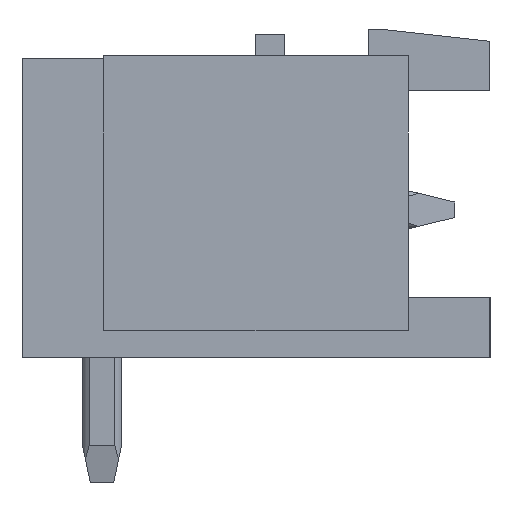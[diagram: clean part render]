
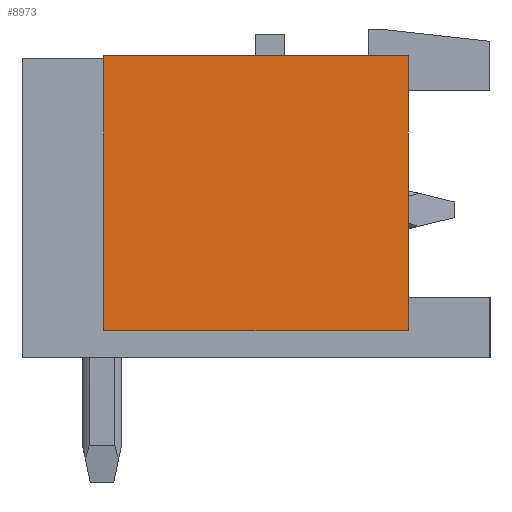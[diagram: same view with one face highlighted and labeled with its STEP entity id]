
A CAD part, left-side view. The second image highlights one B-rep face of the part: STEP entity #8973.
In plain terms, the highlighted planar face has unit normal (-1, 0, 0).
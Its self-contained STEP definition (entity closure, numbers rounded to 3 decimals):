
#8937=AXIS2_PLACEMENT_3D('Plane Axis2P3D',#8934,#8935,#8936) ;
#8934=CARTESIAN_POINT('Axis2P3D Location',(0.,2.1,0.)) ;
#8939=CARTESIAN_POINT('Line Origine',(0.,9.9,7.425)) ;
#8943=CARTESIAN_POINT('Vertex',(0.,9.9,3.9)) ;
#8945=CARTESIAN_POINT('Vertex',(0.,9.9,10.95)) ;
#8948=CARTESIAN_POINT('Line Origine',(0.,6.,3.9)) ;
#8952=CARTESIAN_POINT('Vertex',(0.,2.1,3.9)) ;
#8955=CARTESIAN_POINT('Line Origine',(0.,2.1,7.425)) ;
#8959=CARTESIAN_POINT('Vertex',(0.,2.1,10.95)) ;
#8962=CARTESIAN_POINT('Line Origine',(0.,6.,10.95)) ;
#8935=DIRECTION('Axis2P3D Direction',(1.,0.,0.)) ;
#8936=DIRECTION('Axis2P3D XDirection',(0.,1.,0.)) ;
#8940=DIRECTION('Vector Direction',(0.,0.,1.)) ;
#8949=DIRECTION('Vector Direction',(0.,1.,0.)) ;
#8956=DIRECTION('Vector Direction',(0.,0.,1.)) ;
#8963=DIRECTION('Vector Direction',(0.,1.,0.)) ;
#8941=VECTOR('Line Direction',#8940,1.) ;
#8950=VECTOR('Line Direction',#8949,1.) ;
#8957=VECTOR('Line Direction',#8956,1.) ;
#8964=VECTOR('Line Direction',#8963,1.) ;
#8968=ORIENTED_EDGE('',*,*,#8947,.F.) ;
#8969=ORIENTED_EDGE('',*,*,#8954,.T.) ;
#8970=ORIENTED_EDGE('',*,*,#8961,.T.) ;
#8971=ORIENTED_EDGE('',*,*,#8966,.F.) ;
#8973=ADVANCED_FACE('Housing',(#8972),#8938,.F.) ;
#8947=EDGE_CURVE('',#8944,#8946,#8942,.T.) ;
#8954=EDGE_CURVE('',#8944,#8953,#8951,.F.) ;
#8961=EDGE_CURVE('',#8953,#8960,#8958,.T.) ;
#8966=EDGE_CURVE('',#8946,#8960,#8965,.F.) ;
#8967=EDGE_LOOP('',(#8968,#8969,#8970,#8971)) ;
#8972=FACE_OUTER_BOUND('',#8967,.T.) ;
#8942=LINE('Line',#8939,#8941) ;
#8951=LINE('Line',#8948,#8950) ;
#8958=LINE('Line',#8955,#8957) ;
#8965=LINE('Line',#8962,#8964) ;
#8938=PLANE('',#8937) ;
#8944=VERTEX_POINT('',#8943) ;
#8946=VERTEX_POINT('',#8945) ;
#8953=VERTEX_POINT('',#8952) ;
#8960=VERTEX_POINT('',#8959) ;
